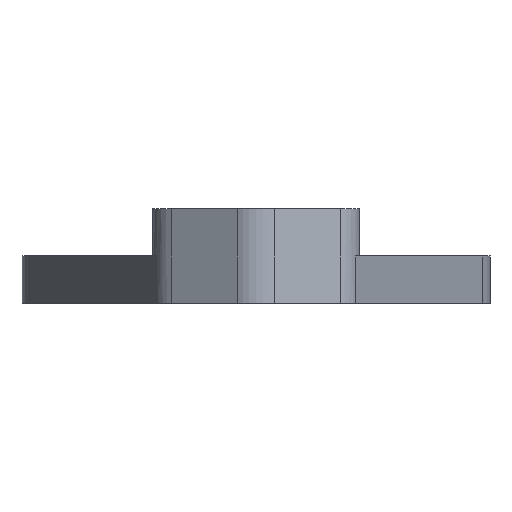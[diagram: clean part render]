
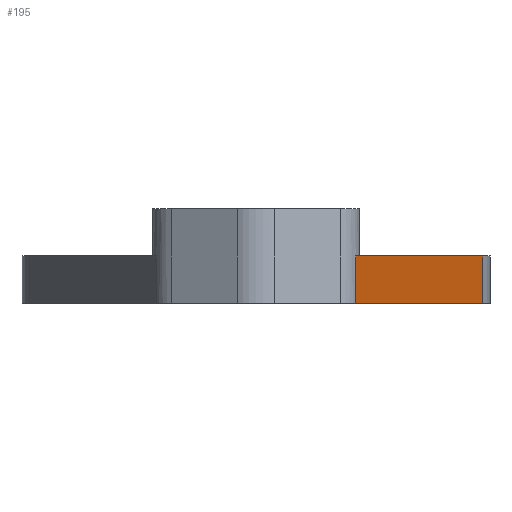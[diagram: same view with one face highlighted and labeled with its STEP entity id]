
A CAD part, left-side view. The second image highlights one B-rep face of the part: STEP entity #195.
In plain terms, the highlighted planar face has unit normal (-0.435, -0.901, 0).
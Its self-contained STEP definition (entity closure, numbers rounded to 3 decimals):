
#195=ADVANCED_FACE('',(#455),#457,.T.);
#455=FACE_BOUND('',#456,.T.);
#456=EDGE_LOOP('',(#867,#868,#869,#870));
#457=PLANE('',#458);
#458=AXIS2_PLACEMENT_3D('',#459,#460,#461);
#459=CARTESIAN_POINT('',(-22.312,-4.241,0.));
#460=DIRECTION('',(-0.435,-0.901,0.));
#461=DIRECTION('',(0.901,-0.435,0.));
#867=ORIENTED_EDGE('',*,*,#1142,.F.);
#868=ORIENTED_EDGE('',*,*,#1003,.T.);
#869=ORIENTED_EDGE('',*,*,#1141,.T.);
#870=ORIENTED_EDGE('',*,*,#1027,.F.);
#1003=EDGE_CURVE('',#1176,#1174,#1177,.T.);
#1027=EDGE_CURVE('',#1222,#1224,#1225,.T.);
#1141=EDGE_CURVE('',#1174,#1224,#1419,.T.);
#1142=EDGE_CURVE('',#1176,#1222,#1420,.T.);
#1174=VERTEX_POINT('',#1464);
#1176=VERTEX_POINT('',#1469);
#1177=LINE('',#1470,#1471);
#1222=VERTEX_POINT('',#1571);
#1224=VERTEX_POINT('',#1576);
#1225=LINE('',#1577,#1578);
#1419=LINE('',#2025,#2026);
#1420=LINE('',#2028,#2029);
#1464=CARTESIAN_POINT('',(-11.141,-9.632,0.));
#1469=CARTESIAN_POINT('',(-22.312,-4.241,0.));
#1470=CARTESIAN_POINT('',(-22.312,-4.241,0.));
#1471=VECTOR('',#1472,1.);
#1472=DIRECTION('',(0.901,-0.435,0.));
#1571=CARTESIAN_POINT('',(-22.312,-4.241,2.));
#1576=CARTESIAN_POINT('',(-11.141,-9.632,2.));
#1577=CARTESIAN_POINT('',(-22.312,-4.241,2.));
#1578=VECTOR('',#1579,1.);
#1579=DIRECTION('',(0.901,-0.435,0.));
#2025=CARTESIAN_POINT('',(-11.141,-9.632,0.));
#2026=VECTOR('',#2027,1.);
#2027=DIRECTION('',(0.,0.,1.));
#2028=CARTESIAN_POINT('',(-22.312,-4.241,0.));
#2029=VECTOR('',#2030,1.);
#2030=DIRECTION('',(0.,0.,1.));
